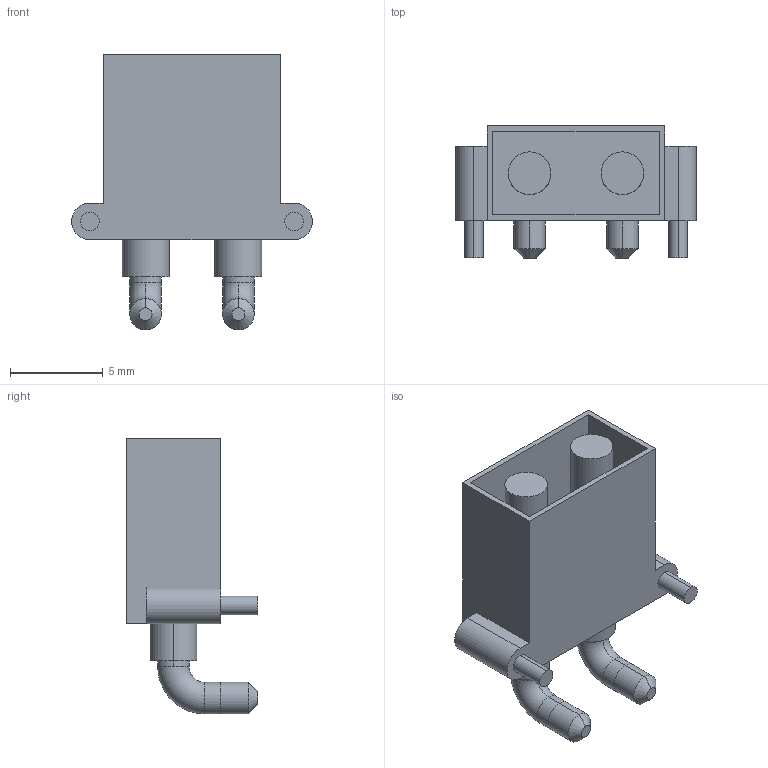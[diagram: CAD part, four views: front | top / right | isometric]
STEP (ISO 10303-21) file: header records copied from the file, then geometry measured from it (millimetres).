
FILE_DESCRIPTION (( 'STEP AP214' ), '1' );
FILE_NAME ('XT30PW_male.STEP', '2020-07-23T23:46:03', ( '' ), ( '' ), 'SwSTEP 2.0', 'SolidWorks 2017', '' );
FILE_SCHEMA (( 'AUTOMOTIVE_DESIGN' ));
Length unit declared in the file: millimetre
Products named in the file (1): XT30PW_male
Bounding box: 12.97 x 7.09 x 14.87 mm (x, y, z)
Volume: 367.3 mm3; surface area: 780.4 mm2
Topology: 1 solids, 1 shells, 258 faces, 672 edges, 444 vertices
Faces by surface type: plane 138, bspline 86, cylinder 26, torus 4, cone 4
Entity records: 14465 total; most frequent: CARTESIAN_POINT 6021, ORIENTED_EDGE 1344, DIRECTION 906, EDGE_CURVE 672, VERTEX_POINT 444, VECTOR 440, LINE 440, EDGE_LOOP 286
